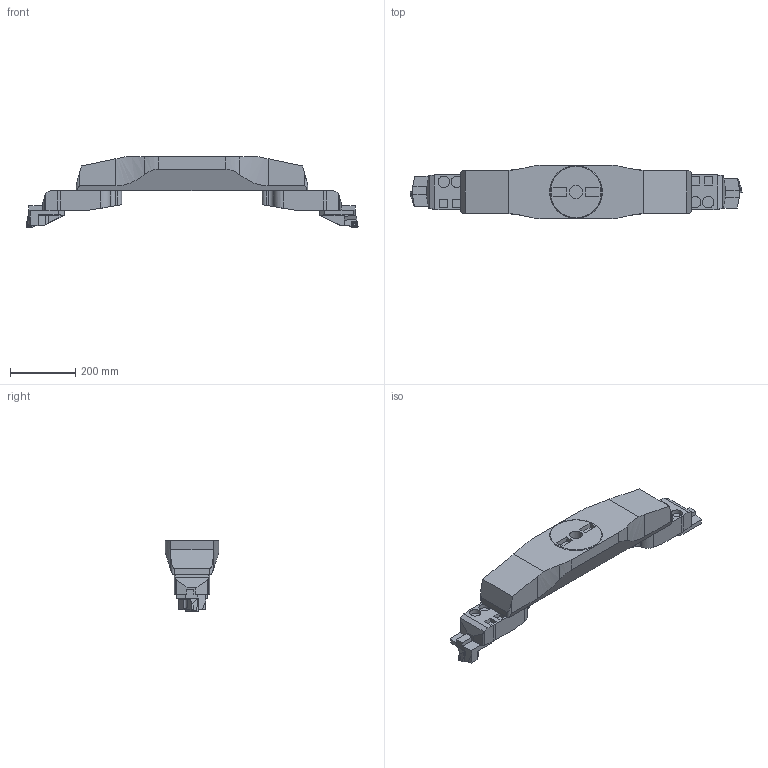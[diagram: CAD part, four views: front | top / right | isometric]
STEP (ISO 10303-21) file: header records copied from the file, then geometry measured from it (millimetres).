
FILE_DESCRIPTION(/* description */ (''),/* implementation_level */ '2;1');
FILE_NAME(/* name */ '1568021111041.stp',/* time_stamp */ '2019-09-09T11:25:17+02:00',/* author */ (''),/* organization */ ('SMS'),/* preprocessor_version */ 'ST-DEVELOPER v16.7',/* originating_system */ 'SIEMENS PLM Software NX 12.0',/* authorisation */ '');
FILE_SCHEMA (('AUTOMOTIVE_DESIGN { 1 0 10303 214 3 1 1 1 }'));
Length unit declared in the file: millimetre
Products named in the file (9): ASSEMBLY_CONSTRUCTION; 200983012mod000_00; 202008568mod000_00; 111165493mod000_01; 111169653mod000_01; 111165570mod000_02; 200914742mod000_01; 201161179mod000_00
Assembly tree (11 placements, depth 3):
  201161179mod000_00
    111165570mod000_02
    111169653mod000_01  x2
    111165493mod000_01  x2
    200914742mod000_01  x2
      202008568mod000_00
      200983012mod000_00
      ASSEMBLY_CONSTRUCTION
    ASSEMBLY_CONSTRUCTION
Bounding box: 1019.97 x 164 x 219.83 mm (x, y, z)
Volume: 12555076 mm3; surface area: 630839.1 mm2
Topology: 9 solids, 9 shells, 349 faces, 890 edges, 619 vertices
Faces by surface type: plane 246, cylinder 60, cone 24, torus 19
Full cylindrical faces by diameter (mm): 4.7 x4, 35 x8, 40 x1, 162 x1
Entity records: 6456 total; most frequent: CARTESIAN_POINT 1104, DIRECTION 1068, ORIENTED_EDGE 976, EDGE_CURVE 488, LINE 366, VECTOR 366, AXIS2_PLACEMENT_3D 351, VERTEX_POINT 336
